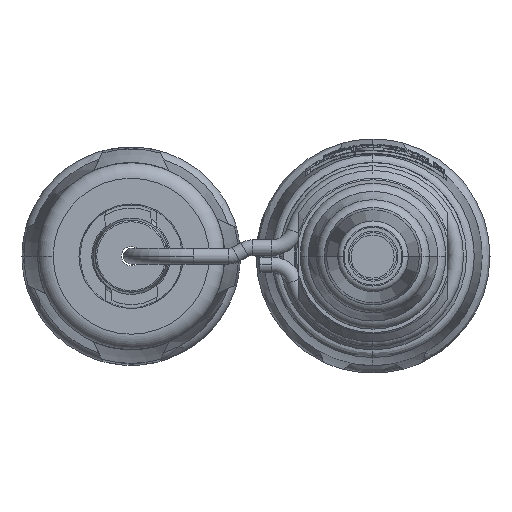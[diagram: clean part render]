
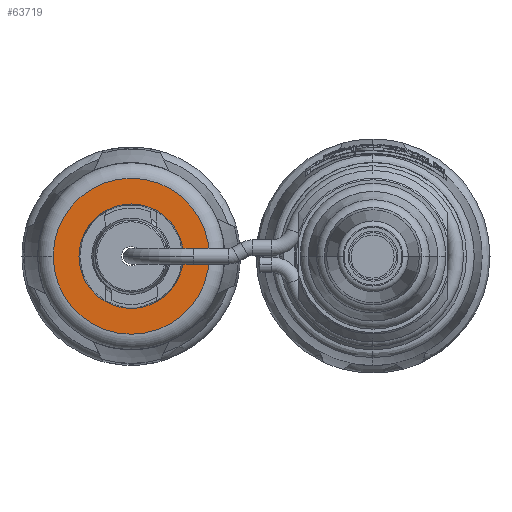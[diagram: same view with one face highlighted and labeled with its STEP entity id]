
A CAD part, front view. The second image highlights one B-rep face of the part: STEP entity #63719.
In plain terms, the highlighted planar face has unit normal (0, -1, 0).
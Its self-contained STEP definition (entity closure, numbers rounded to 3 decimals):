
#586 = AXIS2_PLACEMENT_3D ( 'NONE', #19396, #24625, #56679 ) ;
#2701 = CARTESIAN_POINT ( 'NONE',  ( -24.25, 168.25, 0.05 ) ) ;
#6454 = AXIS2_PLACEMENT_3D ( 'NONE', #32429, #21621, #37659 ) ;
#7277 = CARTESIAN_POINT ( 'NONE',  ( -30.95, 168.25, 0.05 ) ) ;
#7292 = VERTEX_POINT ( 'NONE', #2701 ) ;
#7959 = EDGE_LOOP ( 'NONE', ( #48041, #67957 ) ) ;
#8843 = EDGE_LOOP ( 'NONE', ( #13034, #32582 ) ) ;
#11582 = EDGE_CURVE ( 'NONE', #32220, #42854, #26130, .T. ) ;
#13034 = ORIENTED_EDGE ( 'NONE', *, *, #22670, .F. ) ;
#19264 = FACE_OUTER_BOUND ( 'NONE', #8843, .T. ) ;
#19396 = CARTESIAN_POINT ( 'NONE',  ( -30.95, 168.25, 0.05 ) ) ;
#20997 = CIRCLE ( 'NONE', #34333, 6.7 ) ;
#21621 = DIRECTION ( 'NONE',  ( 0., 1., 0. ) ) ;
#22670 = EDGE_CURVE ( 'NONE', #42854, #32220, #36466, .T. ) ;
#24363 = AXIS2_PLACEMENT_3D ( 'NONE', #31012, #52237, #32057 ) ;
#24625 = DIRECTION ( 'NONE',  ( 0., 1., 0. ) ) ;
#24827 = DIRECTION ( 'NONE',  ( 1., 0., 0. ) ) ;
#26130 = CIRCLE ( 'NONE', #586, 10. ) ;
#29272 = CARTESIAN_POINT ( 'NONE',  ( -37.65, 168.25, 0.05 ) ) ;
#31012 = CARTESIAN_POINT ( 'NONE',  ( -30.95, 168.25, 0.05 ) ) ;
#32057 = DIRECTION ( 'NONE',  ( 1., 0., 0. ) ) ;
#32220 = VERTEX_POINT ( 'NONE', #59466 ) ;
#32429 = CARTESIAN_POINT ( 'NONE',  ( -30.95, 168.25, 0.05 ) ) ;
#32582 = ORIENTED_EDGE ( 'NONE', *, *, #11582, .F. ) ;
#34333 = AXIS2_PLACEMENT_3D ( 'NONE', #7277, #65111, #38299 ) ;
#35643 = DIRECTION ( 'NONE',  ( 0., 1., 0. ) ) ;
#36334 = PLANE ( 'NONE',  #41138 ) ;
#36466 = CIRCLE ( 'NONE', #6454, 10. ) ;
#37659 = DIRECTION ( 'NONE',  ( 1., 0., 0. ) ) ;
#38299 = DIRECTION ( 'NONE',  ( 1., 0., 0. ) ) ;
#38965 = VERTEX_POINT ( 'NONE', #29272 ) ;
#41138 = AXIS2_PLACEMENT_3D ( 'NONE', #62455, #35643, #24827 ) ;
#42854 = VERTEX_POINT ( 'NONE', #58965 ) ;
#48041 = ORIENTED_EDGE ( 'NONE', *, *, #60859, .T. ) ;
#51054 = CIRCLE ( 'NONE', #24363, 6.7 ) ;
#52237 = DIRECTION ( 'NONE',  ( 0., 1., 0. ) ) ;
#56679 = DIRECTION ( 'NONE',  ( 1., 0., 0. ) ) ;
#58680 = EDGE_CURVE ( 'NONE', #7292, #38965, #51054, .T. ) ;
#58965 = CARTESIAN_POINT ( 'NONE',  ( -20.95, 168.25, 0.05 ) ) ;
#59466 = CARTESIAN_POINT ( 'NONE',  ( -40.95, 168.25, 0.05 ) ) ;
#60859 = EDGE_CURVE ( 'NONE', #38965, #7292, #20997, .T. ) ;
#62455 = CARTESIAN_POINT ( 'NONE',  ( -30.95, 168.25, -6.65 ) ) ;
#62793 = FACE_BOUND ( 'NONE', #7959, .T. ) ;
#63719 = ADVANCED_FACE ( 'NONE', ( #19264, #62793 ), #36334, .F. ) ;
#65111 = DIRECTION ( 'NONE',  ( 0., 1., 0. ) ) ;
#67957 = ORIENTED_EDGE ( 'NONE', *, *, #58680, .T. ) ;
